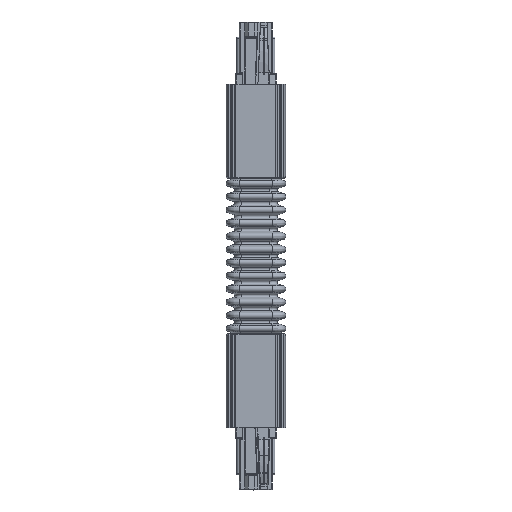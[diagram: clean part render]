
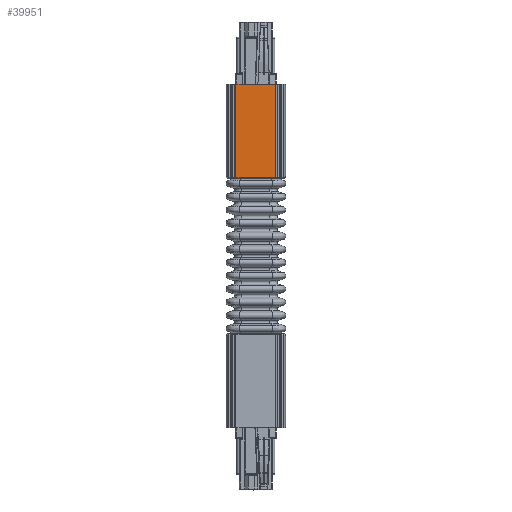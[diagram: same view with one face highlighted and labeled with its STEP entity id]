
A CAD part, front view. The second image highlights one B-rep face of the part: STEP entity #39951.
In plain terms, the highlighted planar face has unit normal (0, -1, 0).
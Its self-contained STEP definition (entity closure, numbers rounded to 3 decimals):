
#1182 = VERTEX_POINT ( 'NONE', #33751 ) ;
#2708 = LINE ( 'NONE', #61981, #41860 ) ;
#3891 = DIRECTION ( 'NONE',  ( 0., 0., -1. ) ) ;
#5243 = EDGE_CURVE ( 'NONE', #50957, #48232, #56696, .T. ) ;
#5896 = ORIENTED_EDGE ( 'NONE', *, *, #25975, .T. ) ;
#10120 = ORIENTED_EDGE ( 'NONE', *, *, #26412, .T. ) ;
#12928 = ORIENTED_EDGE ( 'NONE', *, *, #60892, .T. ) ;
#15425 = AXIS2_PLACEMENT_3D ( 'NONE', #67164, #35817, #3891 ) ;
#17546 = CARTESIAN_POINT ( 'NONE',  ( 26.4, -10., 100. ) ) ;
#21820 = FACE_OUTER_BOUND ( 'NONE', #51951, .T. ) ;
#22688 = LINE ( 'NONE', #37292, #24364 ) ;
#24364 = VECTOR ( 'NONE', #40500, 1000. ) ;
#24385 = CARTESIAN_POINT ( 'NONE',  ( 2.3, -10., 50.4 ) ) ;
#25975 = EDGE_CURVE ( 'NONE', #48232, #1182, #47654, .T. ) ;
#26412 = EDGE_CURVE ( 'NONE', #1182, #34325, #2708, .T. ) ;
#28748 = VECTOR ( 'NONE', #43566, 1000. ) ;
#28983 = CARTESIAN_POINT ( 'NONE',  ( 5.2, -10., 50.4 ) ) ;
#29953 = DIRECTION ( 'NONE',  ( 1., 0., 0. ) ) ;
#30502 = PLANE ( 'NONE',  #15425 ) ;
#30559 = DIRECTION ( 'NONE',  ( 0., 0., 1. ) ) ;
#33639 = VECTOR ( 'NONE', #29953, 1000. ) ;
#33751 = CARTESIAN_POINT ( 'NONE',  ( 26.4, -10., 50.4 ) ) ;
#34325 = VERTEX_POINT ( 'NONE', #17546 ) ;
#35817 = DIRECTION ( 'NONE',  ( 0., -1., 0. ) ) ;
#37194 = CARTESIAN_POINT ( 'NONE',  ( 5.2, -10., 0. ) ) ;
#37292 = CARTESIAN_POINT ( 'NONE',  ( 2.3, -10., 100. ) ) ;
#39951 = ADVANCED_FACE ( 'NONE', ( #21820 ), #30502, .T. ) ;
#40500 = DIRECTION ( 'NONE',  ( -1., 0., 0. ) ) ;
#41635 = CARTESIAN_POINT ( 'NONE',  ( 5.2, -10., 100. ) ) ;
#41860 = VECTOR ( 'NONE', #30559, 1000. ) ;
#43566 = DIRECTION ( 'NONE',  ( 0., 0., -1. ) ) ;
#47654 = LINE ( 'NONE', #24385, #33639 ) ;
#48232 = VERTEX_POINT ( 'NONE', #28983 ) ;
#50957 = VERTEX_POINT ( 'NONE', #41635 ) ;
#51951 = EDGE_LOOP ( 'NONE', ( #60549, #5896, #10120, #12928 ) ) ;
#56696 = LINE ( 'NONE', #37194, #28748 ) ;
#60549 = ORIENTED_EDGE ( 'NONE', *, *, #5243, .T. ) ;
#60892 = EDGE_CURVE ( 'NONE', #34325, #50957, #22688, .T. ) ;
#61981 = CARTESIAN_POINT ( 'NONE',  ( 26.4, -10., 0. ) ) ;
#67164 = CARTESIAN_POINT ( 'NONE',  ( 2.3, -10., 0. ) ) ;
